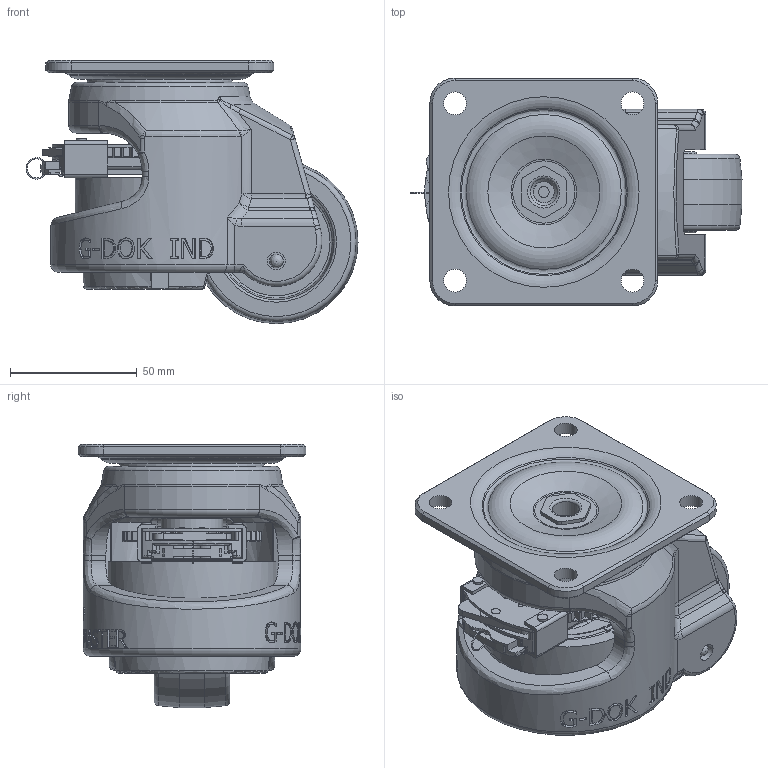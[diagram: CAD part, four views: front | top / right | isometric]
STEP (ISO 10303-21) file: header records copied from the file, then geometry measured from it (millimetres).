
FILE_DESCRIPTION((''),'2;1');
FILE_NAME('GDR-80F.stp','2010-12-27T17:04:22',('Administrator'),(''),'Autodesk Inventor 2009','Autodesk Inventor 2009','');
FILE_SCHEMA(('AUTOMOTIVE_DESIGN { 1 0 10303 214 1 1 1 1 }'));
Length unit declared in the file: millimetre
Products named in the file (1): GDR-80F
Bounding box: 131.07 x 90 x 103.99 mm (x, y, z)
Volume: 449833.3 mm3; surface area: 128066.5 mm2
Topology: 18 solids, 18 shells, 1658 faces, 4503 edges, 2836 vertices
Faces by surface type: plane 717, cylinder 373, bspline 343, cone 97, torus 81, sphere 47
Full cylindrical faces by diameter (mm): 1.5 x4, 2 x4, 2.3 x6, 2.4 x4, 3 x8, 3.3 x1, 3.5 x2, 3.95 x1, 4 x5, 4.016 x2, 4.1 x1, 4.289 x1, 7 x2, 8.2 x1, 8.4 x1, 9 x4, 10.5 x1, 10.7 x1, 12 x3, 12.1 x1, 12.5 x1, 19.4 x2, 21 x1, 24.5 x1, 24.7 x1, 25 x4, 27 x1, 30.4 x1, 39 x1, 39.4 x1
Entity records: 93703 total; most frequent: CARTESIAN_POINT 54281, ORIENTED_EDGE 8456, DIRECTION 7737, EDGE_CURVE 4228, AXIS2_PLACEMENT_3D 2923, VERTEX_POINT 2770, EDGE_LOOP 1918, VECTOR 1891
